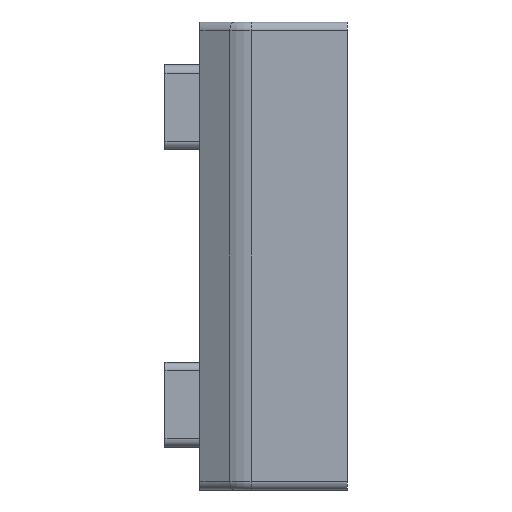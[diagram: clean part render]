
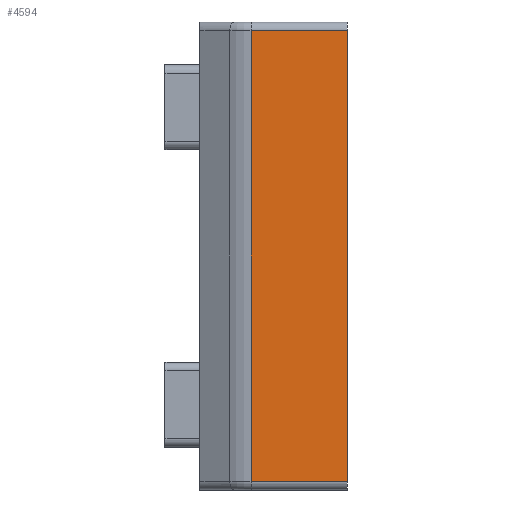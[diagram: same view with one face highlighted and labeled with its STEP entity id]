
A CAD part, front view. The second image highlights one B-rep face of the part: STEP entity #4594.
In plain terms, the highlighted planar face has unit normal (0, -1, 0).
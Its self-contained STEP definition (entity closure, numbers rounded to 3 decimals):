
#166=PLANE('',#4934);
#312=FACE_OUTER_BOUND('',#584,.T.);
#584=EDGE_LOOP('',(#3260,#3261,#3262,#3263));
#969=LINE('',#7150,#1353);
#974=LINE('',#7160,#1358);
#975=LINE('',#7164,#1359);
#976=LINE('',#7165,#1360);
#1353=VECTOR('',#5652,10.);
#1358=VECTOR('',#5661,10.);
#1359=VECTOR('',#5666,10.);
#1360=VECTOR('',#5667,10.);
#2015=VERTEX_POINT('',#7142);
#2017=VERTEX_POINT('',#7148);
#2020=VERTEX_POINT('',#7159);
#2021=VERTEX_POINT('',#7163);
#2515=EDGE_CURVE('',#2017,#2015,#969,.T.);
#2520=EDGE_CURVE('',#2015,#2020,#974,.T.);
#2522=EDGE_CURVE('',#2017,#2021,#975,.T.);
#2523=EDGE_CURVE('',#2020,#2021,#976,.T.);
#3260=ORIENTED_EDGE('',*,*,#2515,.F.);
#3261=ORIENTED_EDGE('',*,*,#2522,.T.);
#3262=ORIENTED_EDGE('',*,*,#2523,.F.);
#3263=ORIENTED_EDGE('',*,*,#2520,.F.);
#4594=ADVANCED_FACE('',(#312),#166,.T.);
#4934=AXIS2_PLACEMENT_3D('',#7162,#5664,#5665);
#5652=DIRECTION('',(-1.,0.,0.));
#5661=DIRECTION('',(0.,0.,1.));
#5664=DIRECTION('center_axis',(0.,-1.,0.));
#5665=DIRECTION('ref_axis',(1.,0.,0.));
#5666=DIRECTION('',(0.,0.,1.));
#5667=DIRECTION('',(1.,0.,0.));
#7142=CARTESIAN_POINT('',(-11.283,0.,1.));
#7148=CARTESIAN_POINT('',(0.,0.,1.));
#7150=CARTESIAN_POINT('',(-10.118,0.,1.));
#7159=CARTESIAN_POINT('',(-11.283,0.,54.));
#7160=CARTESIAN_POINT('',(-11.283,0.,0.));
#7162=CARTESIAN_POINT('Origin',(-11.283,0.,
0.));
#7163=CARTESIAN_POINT('',(0.,0.,54.));
#7164=CARTESIAN_POINT('',(0.,0.,0.));
#7165=CARTESIAN_POINT('',(-10.118,0.,54.));
